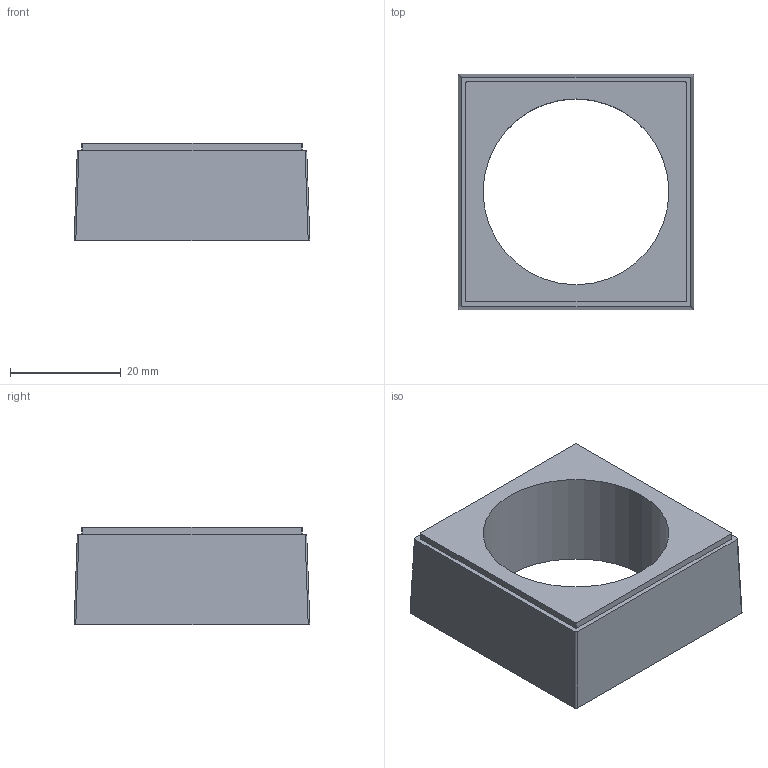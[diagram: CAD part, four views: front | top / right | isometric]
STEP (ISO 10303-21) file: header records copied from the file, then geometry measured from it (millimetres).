
FILE_DESCRIPTION(('CATIA V5 STEP Exchange','CAx-IF Rec.Pracs.--- Model Styling and Organization---1.5--- 2016-08-15','CAx-IF Rec.Pracs.---Supplemental Geometry---1.0---2011-11-01','CAx-IF Rec.Pracs.--- Composite Materials ---1.1---2010-07-15'),'2;1');
FILE_NAME ('217559-1_0', '2024-07-16T05:41:11+00:00', ('none'), ('Weidmueller'), 'CATIA Version 5-6 Release 2022 SP4 HF5', 'CATIA V5 STEP AP214 v3', 'none');
FILE_SCHEMA(('AUTOMOTIVE_DESIGN { 1 0 10303 214 1 1 1 1 }'));
Length unit declared in the file: millimetre
Products named in the file (1): 67172_CABTITE_SE_28-29_LRG
Bounding box: 42.5 x 42.5 x 17.5 mm (x, y, z)
Volume: 15125.7 mm3; surface area: 6513.2 mm2
Topology: 1 solids, 1 shells, 21 faces, 54 edges, 36 vertices
Faces by surface type: plane 11, cylinder 10
Entity records: 736 total; most frequent: CARTESIAN_POINT 187, ORIENTED_EDGE 108, DIRECTION 86, EDGE_CURVE 54, VERTEX_POINT 36, VECTOR 34, LINE 34, AXIS2_PLACEMENT_3D 33
